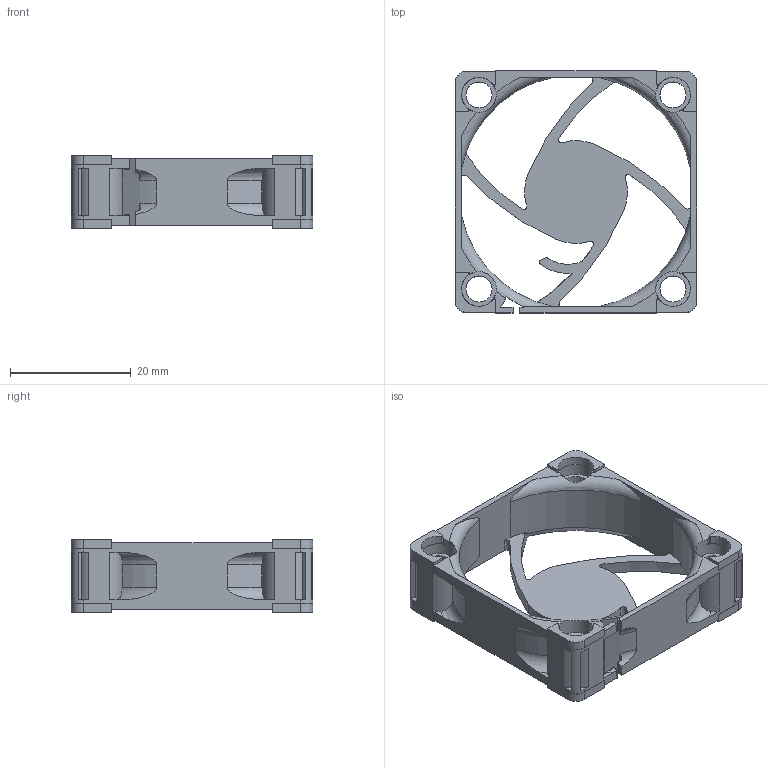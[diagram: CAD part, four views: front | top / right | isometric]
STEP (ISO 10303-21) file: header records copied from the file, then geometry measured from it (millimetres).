
FILE_DESCRIPTION(/* description */ (''),/* implementation_level */ '2;1');
FILE_NAME(/* name */ 'Noctua-NF-A4x10 v1.stp',/* time_stamp */ '2021-03-18T18:28:44-04:00',/* author */ ('dkiiv'),/* organization */ (''),/* preprocessor_version */ 'ST-DEVELOPER v18',/* originating_system */ 'Autodesk Inventor 2020',/* authorisation */ '');
FILE_SCHEMA (('AUTOMOTIVE_DESIGN { 1 0 10303 214 3 1 1 }'));
Length unit declared in the file: millimetre
Products named in the file (1): Noctua-NF-A4x10 v1
Bounding box: 40.06 x 40.06 x 12 mm (x, y, z)
Volume: 3989.6 mm3; surface area: 6143 mm2
Topology: 9 solids, 9 shells, 353 faces, 986 edges, 642 vertices
Faces by surface type: cylinder 155, plane 150, torus 26, bspline 14, sphere 4, cone 4
Full cylindrical faces by diameter (mm): 4.318 x4, 5.74 x4, 16 x1
Entity records: 12836 total; most frequent: CARTESIAN_POINT 3514, DIRECTION 1960, ORIENTED_EDGE 1952, EDGE_CURVE 976, AXIS2_PLACEMENT_3D 739, VERTEX_POINT 642, LINE 482, VECTOR 482
